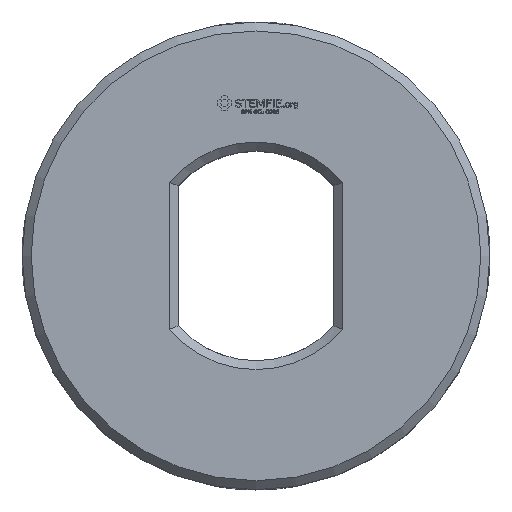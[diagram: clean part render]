
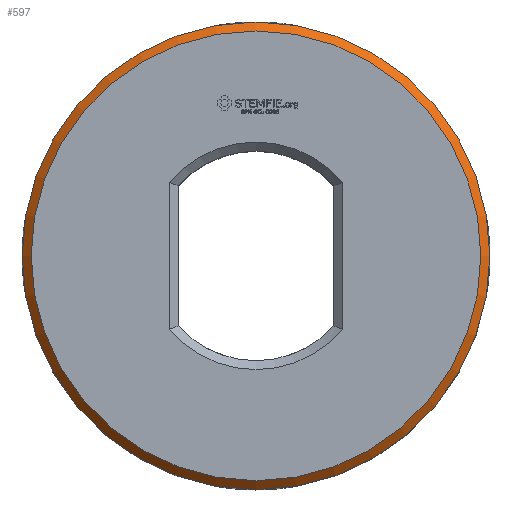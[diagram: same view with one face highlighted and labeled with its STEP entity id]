
A CAD part, top view. The second image highlights one B-rep face of the part: STEP entity #597.
In plain terms, the highlighted conical face has half-angle 45 degrees and reference radius 7.812 mm.
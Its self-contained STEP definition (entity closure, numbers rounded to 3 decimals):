
#124 = VERTEX_POINT('',#125);
#125 = CARTESIAN_POINT('',(7.813,0.,5.95));
#131 = EDGE_CURVE('',#124,#124,#132,.T.);
#132 = CIRCLE('',#133,7.813);
#133 = AXIS2_PLACEMENT_3D('',#134,#135,#136);
#134 = CARTESIAN_POINT('',(0.,0.,5.95));
#135 = DIRECTION('',(0.,0.,1.));
#136 = DIRECTION('',(1.,0.,0.));
#597 = ADVANCED_FACE('',(#598),#617,.T.);
#598 = FACE_BOUND('',#599,.T.);
#599 = EDGE_LOOP('',(#600,#608,#609,#610));
#600 = ORIENTED_EDGE('',*,*,#601,.F.);
#601 = EDGE_CURVE('',#124,#602,#604,.T.);
#602 = VERTEX_POINT('',#603);
#603 = CARTESIAN_POINT('',(7.513,0.,6.25));
#604 = LINE('',#605,#606);
#605 = CARTESIAN_POINT('',(7.813,0.,5.95));
#606 = VECTOR('',#607,1.);
#607 = DIRECTION('',(-0.707,0.,0.707));
#608 = ORIENTED_EDGE('',*,*,#131,.T.);
#609 = ORIENTED_EDGE('',*,*,#601,.T.);
#610 = ORIENTED_EDGE('',*,*,#611,.F.);
#611 = EDGE_CURVE('',#602,#602,#612,.T.);
#612 = CIRCLE('',#613,7.513);
#613 = AXIS2_PLACEMENT_3D('',#614,#615,#616);
#614 = CARTESIAN_POINT('',(0.,0.,6.25));
#615 = DIRECTION('',(0.,0.,1.));
#616 = DIRECTION('',(1.,0.,0.));
#617 = CONICAL_SURFACE('',#618,7.813,0.785);
#618 = AXIS2_PLACEMENT_3D('',#619,#620,#621);
#619 = CARTESIAN_POINT('',(0.,0.,5.95));
#620 = DIRECTION('',(-0.,-0.,-1.));
#621 = DIRECTION('',(1.,0.,0.));
